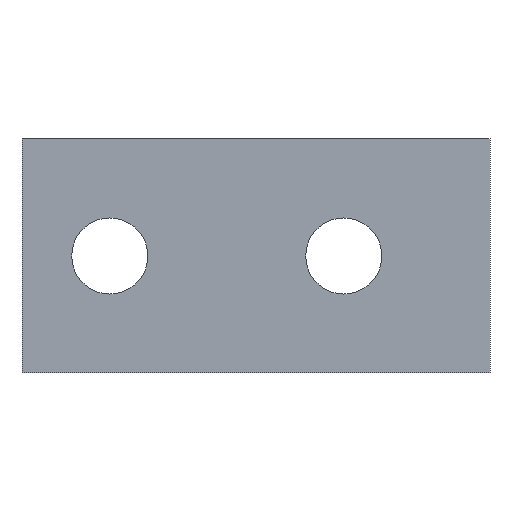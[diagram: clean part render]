
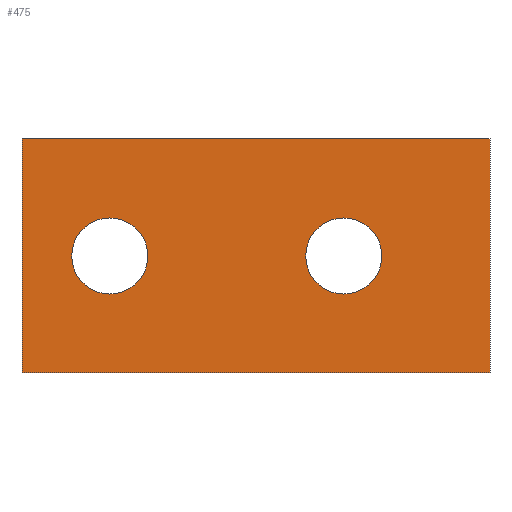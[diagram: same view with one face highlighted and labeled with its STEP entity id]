
A CAD part, left-side view. The second image highlights one B-rep face of the part: STEP entity #475.
In plain terms, the highlighted planar face has unit normal (-1, 0, 0).
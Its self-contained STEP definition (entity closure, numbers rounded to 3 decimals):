
#201=CARTESIAN_POINT('',(-5.,27.5,3.25));
#202=VERTEX_POINT('',#201);
#203=CARTESIAN_POINT('',(-5.,27.5,0.0));
#204=DIRECTION('',(1.0,0.0,0.0));
#205=DIRECTION('',(0.0,0.0,-1.0));
#206=AXIS2_PLACEMENT_3D('',#203,#204,#205);
#207=CIRCLE('',#206,3.25);
#208=EDGE_CURVE('',#202,#202,#207,.T.);
#229=CARTESIAN_POINT('',(-5.0,7.5,3.25));
#230=VERTEX_POINT('',#229);
#231=CARTESIAN_POINT('',(-5.0,7.5,0.0));
#232=DIRECTION('',(1.0,0.0,0.0));
#233=DIRECTION('',(0.0,0.0,-1.0));
#234=AXIS2_PLACEMENT_3D('',#231,#232,#233);
#235=CIRCLE('',#234,3.25);
#236=EDGE_CURVE('',#230,#230,#235,.T.);
#257=CARTESIAN_POINT('',(-5.0,-5.,-10.0));
#258=VERTEX_POINT('',#257);
#267=CARTESIAN_POINT('',(-5.,35.,-10.0));
#268=VERTEX_POINT('',#267);
#269=CARTESIAN_POINT('',(-5.,35.,-10.0));
#270=DIRECTION('',(0.0,-1.0,0.0));
#271=VECTOR('',#270,40.0);
#272=LINE('',#269,#271);
#273=EDGE_CURVE('',#268,#258,#272,.T.);
#313=CARTESIAN_POINT('',(-5.,35.,10.0));
#314=VERTEX_POINT('',#313);
#330=CARTESIAN_POINT('',(-5.,35.,10.0));
#331=DIRECTION('',(0.0,0.0,-1.0));
#332=VECTOR('',#331,20.0);
#333=LINE('',#330,#332);
#334=EDGE_CURVE('',#314,#268,#333,.T.);
#428=CARTESIAN_POINT('',(-5.0,-5.,10.0));
#429=VERTEX_POINT('',#428);
#436=CARTESIAN_POINT('',(-5.0,-5.,-10.0));
#437=DIRECTION('',(0.0,0.0,1.0));
#438=VECTOR('',#437,20.0);
#439=LINE('',#436,#438);
#440=EDGE_CURVE('',#258,#429,#439,.T.);
#453=CARTESIAN_POINT('',(-5.0,-5.,0.0));
#454=DIRECTION('',(-1.0,0.0,0.0));
#455=DIRECTION('',(0.0,0.0,1.0));
#456=AXIS2_PLACEMENT_3D('',#453,#454,#455);
#457=PLANE('',#456);
#458=CARTESIAN_POINT('',(-5.0,-5.,10.0));
#459=DIRECTION('',(0.0,1.0,0.0));
#460=VECTOR('',#459,40.0);
#461=LINE('',#458,#460);
#462=EDGE_CURVE('',#429,#314,#461,.T.);
#463=ORIENTED_EDGE('',*,*,#462,.T.);
#464=ORIENTED_EDGE('',*,*,#334,.T.);
#465=ORIENTED_EDGE('',*,*,#273,.T.);
#466=ORIENTED_EDGE('',*,*,#440,.T.);
#467=EDGE_LOOP('',(#463,#464,#465,#466));
#468=FACE_OUTER_BOUND('',#467,.T.);
#469=ORIENTED_EDGE('',*,*,#208,.T.);
#470=EDGE_LOOP('',(#469));
#471=FACE_BOUND('',#470,.T.);
#472=ORIENTED_EDGE('',*,*,#236,.T.);
#473=EDGE_LOOP('',(#472));
#474=FACE_BOUND('',#473,.T.);
#475=ADVANCED_FACE('',(#468,#471,#474),#457,.T.);
